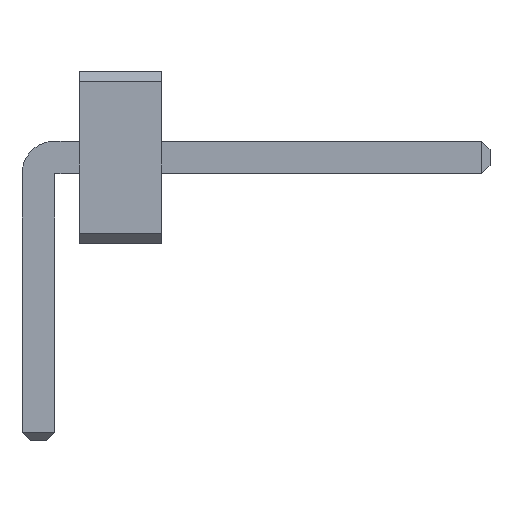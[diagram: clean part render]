
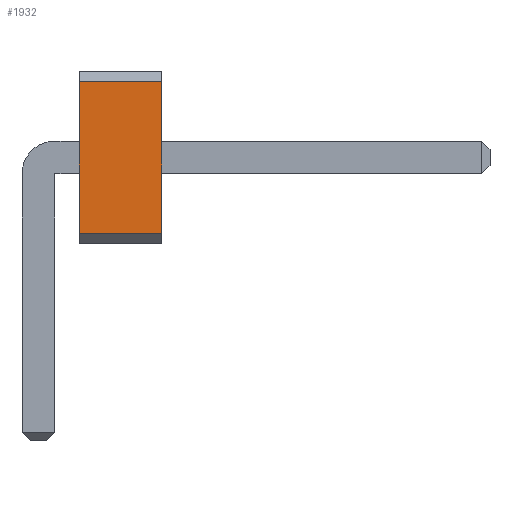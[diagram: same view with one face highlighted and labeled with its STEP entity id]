
A CAD part, front view. The second image highlights one B-rep face of the part: STEP entity #1932.
In plain terms, the highlighted planar face has unit normal (0, -1, 0).
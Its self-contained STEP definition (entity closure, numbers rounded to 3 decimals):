
#286 = VERTEX_POINT('',#287);
#287 = CARTESIAN_POINT('',(0.5,-8.255,1.973));
#293 = EDGE_CURVE('',#294,#286,#296,.T.);
#294 = VERTEX_POINT('',#295);
#295 = CARTESIAN_POINT('',(0.5,-8.255,0.127));
#296 = LINE('',#297,#298);
#297 = CARTESIAN_POINT('',(0.5,-8.255,0.127));
#298 = VECTOR('',#299,1.);
#299 = DIRECTION('',(0.,0.,1.));
#861 = VERTEX_POINT('',#862);
#862 = CARTESIAN_POINT('',(1.5,-8.255,1.973));
#868 = EDGE_CURVE('',#869,#861,#871,.T.);
#869 = VERTEX_POINT('',#870);
#870 = CARTESIAN_POINT('',(1.5,-8.255,0.127));
#871 = LINE('',#872,#873);
#872 = CARTESIAN_POINT('',(1.5,-8.255,0.127));
#873 = VECTOR('',#874,1.);
#874 = DIRECTION('',(0.,0.,1.));
#1904 = EDGE_CURVE('',#294,#869,#1905,.T.);
#1905 = LINE('',#1906,#1907);
#1906 = CARTESIAN_POINT('',(0.5,-8.255,0.127));
#1907 = VECTOR('',#1908,1.);
#1908 = DIRECTION('',(1.,0.,0.));
#1932 = ADVANCED_FACE('',(#1933),#1944,.T.);
#1933 = FACE_BOUND('',#1934,.T.);
#1934 = EDGE_LOOP('',(#1935,#1936,#1937,#1943));
#1935 = ORIENTED_EDGE('',*,*,#1904,.T.);
#1936 = ORIENTED_EDGE('',*,*,#868,.T.);
#1937 = ORIENTED_EDGE('',*,*,#1938,.F.);
#1938 = EDGE_CURVE('',#286,#861,#1939,.T.);
#1939 = LINE('',#1940,#1941);
#1940 = CARTESIAN_POINT('',(0.5,-8.255,1.973));
#1941 = VECTOR('',#1942,1.);
#1942 = DIRECTION('',(1.,0.,0.));
#1943 = ORIENTED_EDGE('',*,*,#293,.F.);
#1944 = PLANE('',#1945);
#1945 = AXIS2_PLACEMENT_3D('',#1946,#1947,#1948);
#1946 = CARTESIAN_POINT('',(0.5,-8.255,0.127));
#1947 = DIRECTION('',(0.,-1.,0.));
#1948 = DIRECTION('',(0.,0.,1.));
